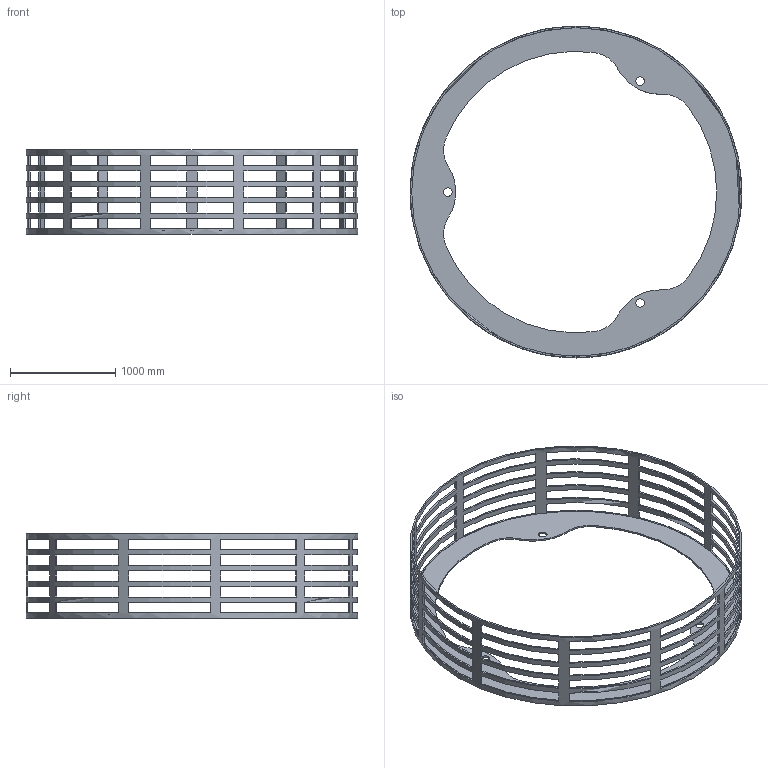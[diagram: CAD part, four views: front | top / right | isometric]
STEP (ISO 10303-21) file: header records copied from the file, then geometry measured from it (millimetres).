
FILE_DESCRIPTION(/* description */ (''),/* implementation_level */ '2;1');
FILE_NAME(/* name */ '19979.000X_3D.stp',/* time_stamp */ '2024-12-12T07:55:43+01:00',/* author */ ('CAD'),/* organization */ (''),/* preprocessor_version */ 'ST-DEVELOPER v20',/* originating_system */ 'AutoCAD Mechanical',/* authorisation */ '');
FILE_SCHEMA (('AUTOMOTIVE_DESIGN { 1 0 10303 214 3 1 1 }'));
Length unit declared in the file: centimetre
Products named in the file (2): Product; *S0
Assembly tree (1 placements, depth 2):
  Product
    *S0
Bounding box: 3160 x 3160 x 800 mm (x, y, z)
Volume: 87886127.9 mm3; surface area: 13779328.5 mm2
Topology: 2 solids, 2 shells, 242 faces, 744 edges, 496 vertices
Faces by surface type: plane 224, cylinder 18
Full cylindrical faces by diameter (mm): 80 x3, 3130 x2, 3160 x1
Entity records: 8686 total; most frequent: DIRECTION 1510, ORIENTED_EDGE 1488, CARTESIAN_POINT 1485, EDGE_CURVE 744, AXIS2_PLACEMENT_3D 521, VERTEX_POINT 496, LINE 468, VECTOR 468
